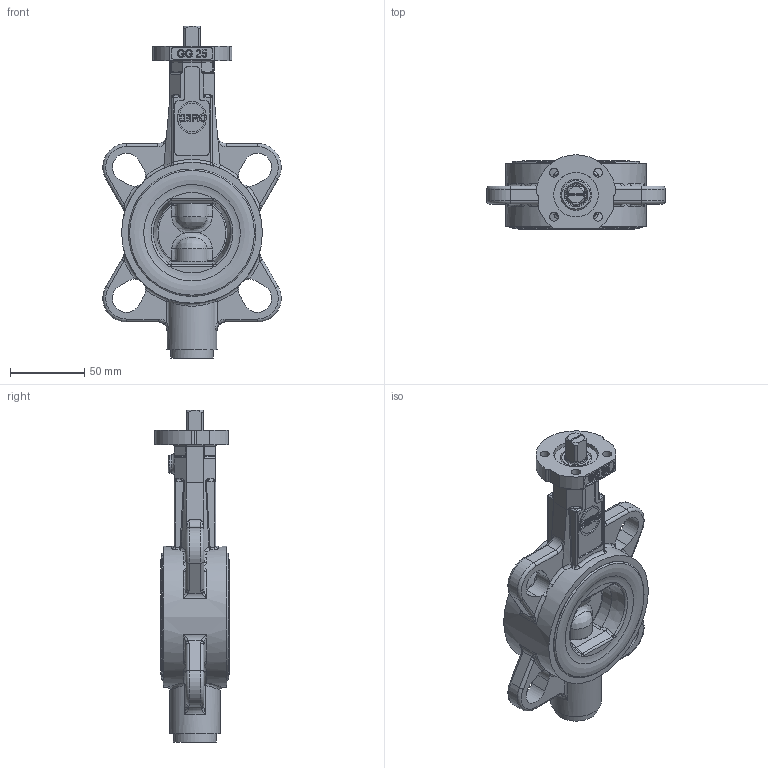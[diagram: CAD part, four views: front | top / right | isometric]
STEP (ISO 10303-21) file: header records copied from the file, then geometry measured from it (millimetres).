
FILE_DESCRIPTION((''),'2;1');
FILE_NAME('Z011-A-GG-DN50.stp','2013-02-25T10:29:53',('hellwig'),(''),'Autodesk Inventor 2011','Autodesk Inventor 2011','');
FILE_SCHEMA(('CONFIG_CONTROL_DESIGN'));
Length unit declared in the file: millimetre
Products named in the file (1): M130_Konturvereinfachung_1
Bounding box: 120.39 x 49.98 x 224 mm (x, y, z)
Volume: 382983.6 mm3; surface area: 97794.4 mm2
Topology: 1 solids, 12 shells, 936 faces, 2407 edges, 1489 vertices
Faces by surface type: bspline 327, plane 264, cylinder 191, torus 79, cone 55, sphere 20
Full cylindrical faces by diameter (mm): 4 x1, 4.917 x2, 6 x5, 11 x1, 12.2 x3, 14 x8, 14.18 x3, 14.2 x2, 20.95 x3, 21 x5, 22.376 x2, 24 x1, 29 x1, 30 x1, 34 x1, 63.3 x4, 80 x2, 85.8 x2, 86 x2, 95 x1
Entity records: 35037 total; most frequent: CARTESIAN_POINT 14381, ORIENTED_EDGE 4404, DIRECTION 3347, EDGE_CURVE 2202, VERTEX_POINT 1435, AXIS2_PLACEMENT_3D 1311, EDGE_LOOP 1113, FACE_OUTER_BOUND 936
